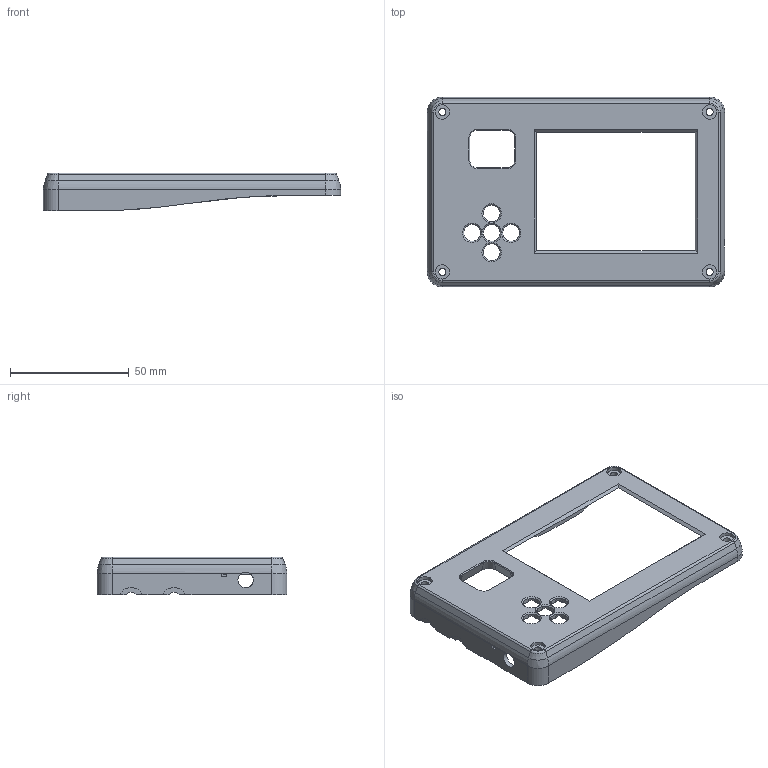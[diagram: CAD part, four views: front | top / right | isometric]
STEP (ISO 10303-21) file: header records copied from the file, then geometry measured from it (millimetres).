
FILE_DESCRIPTION(/* description */ (''),/* implementation_level */ '2;1');
FILE_NAME(/* name */ 'revisited_up.stp',/* time_stamp */ '2023-04-11T09:53:45+02:00',/* author */ ('erwin'),/* organization */ (''),/* preprocessor_version */ 'ST-DEVELOPER v18.1',/* originating_system */ 'Autodesk Inventor 2022',/* authorisation */ '');
FILE_SCHEMA (('AUTOMOTIVE_DESIGN { 1 0 10303 214 3 1 1 }'));
Length unit declared in the file: millimetre
Products named in the file (1): revisited_up
Bounding box: 124.93 x 79.81 x 15.89 mm (x, y, z)
Volume: 18976.2 mm3; surface area: 22404 mm2
Topology: 1 solids, 1 shells, 377 faces, 994 edges, 637 vertices
Faces by surface type: plane 170, bspline 119, cylinder 59, cone 21, torus 8
Full cylindrical faces by diameter (mm): 3.008 x4, 6.016 x8, 6.517 x1, 7.119 x5, 26.07 x1
Entity records: 13350 total; most frequent: CARTESIAN_POINT 4598, ORIENTED_EDGE 1988, DIRECTION 1506, EDGE_CURVE 994, VERTEX_POINT 637, AXIS2_PLACEMENT_3D 505, LINE 496, VECTOR 496
